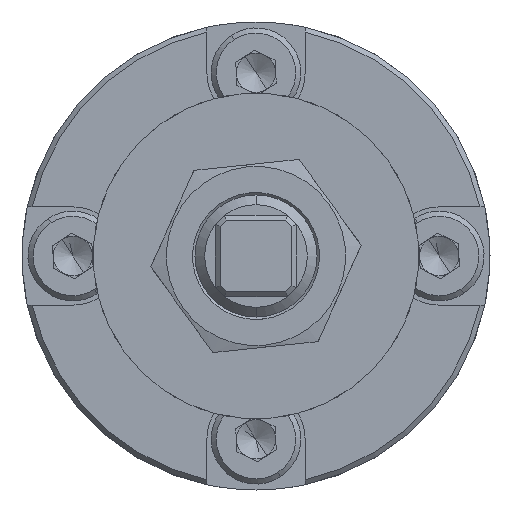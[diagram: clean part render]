
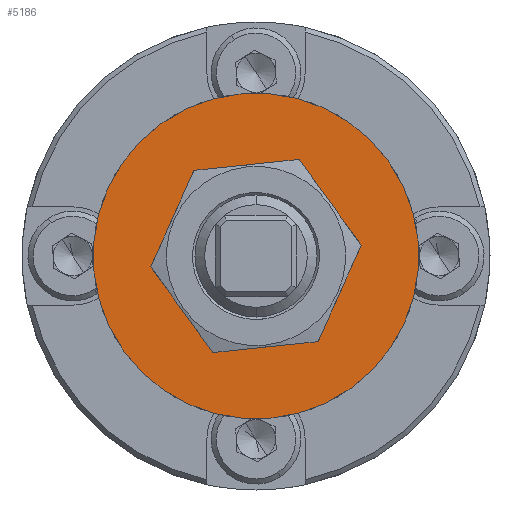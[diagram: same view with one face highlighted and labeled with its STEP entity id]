
A CAD part, front view. The second image highlights one B-rep face of the part: STEP entity #5186.
In plain terms, the highlighted face is planar.
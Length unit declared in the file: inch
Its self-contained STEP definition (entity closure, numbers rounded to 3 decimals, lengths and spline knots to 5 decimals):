
#29 = CIRCLE ( 'NONE', #6021, 0.203 ) ;
#269 = AXIS2_PLACEMENT_3D ( 'NONE', #3295, #6200, #2846 ) ;
#294 = VERTEX_POINT ( 'NONE', #4172 ) ;
#324 = CIRCLE ( 'NONE', #373, 0.203 ) ;
#373 = AXIS2_PLACEMENT_3D ( 'NONE', #1175, #4521, #1652 ) ;
#586 = AXIS2_PLACEMENT_3D ( 'NONE', #1178, #5509, #2627 ) ;
#859 = DIRECTION ( 'NONE',  ( 0., 0., 1. ) ) ;
#1079 = EDGE_CURVE ( 'NONE', #4741, #294, #29, .T. ) ;
#1175 = CARTESIAN_POINT ( 'NONE',  ( 0., 0., 0. ) ) ;
#1178 = CARTESIAN_POINT ( 'NONE',  ( 0., 0.203, 0. ) ) ;
#1197 = EDGE_LOOP ( 'NONE', ( #4598, #3744 ) ) ;
#1406 = EDGE_CURVE ( 'NONE', #5274, #4135, #2676, .T. ) ;
#1652 = DIRECTION ( 'NONE',  ( 0., 0., 1. ) ) ;
#2059 = CIRCLE ( 'NONE', #4205, 0.5 ) ;
#2182 = ORIENTED_EDGE ( 'NONE', *, *, #1079, .T. ) ;
#2476 = CARTESIAN_POINT ( 'NONE',  ( 0., 0., 0. ) ) ;
#2627 = DIRECTION ( 'NONE',  ( 0., 0., 1. ) ) ;
#2676 = CIRCLE ( 'NONE', #269, 0.5 ) ;
#2691 = CARTESIAN_POINT ( 'NONE',  ( 0., 0., 0.5 ) ) ;
#2846 = DIRECTION ( 'NONE',  ( 0., 0., 1. ) ) ;
#2942 = DIRECTION ( 'NONE',  ( 0., 0., 1. ) ) ;
#2962 = FACE_OUTER_BOUND ( 'NONE', #1197, .T. ) ;
#3295 = CARTESIAN_POINT ( 'NONE',  ( 0., 0., 0. ) ) ;
#3311 = EDGE_LOOP ( 'NONE', ( #2182, #6245 ) ) ;
#3365 = CARTESIAN_POINT ( 'NONE',  ( 0., 0., 0.203 ) ) ;
#3744 = ORIENTED_EDGE ( 'NONE', *, *, #6035, .F. ) ;
#4036 = PLANE ( 'NONE',  #586 ) ;
#4135 = VERTEX_POINT ( 'NONE', #4400 ) ;
#4172 = CARTESIAN_POINT ( 'NONE',  ( 0., 0., -0.203 ) ) ;
#4205 = AXIS2_PLACEMENT_3D ( 'NONE', #2476, #5855, #2942 ) ;
#4221 = DIRECTION ( 'NONE',  ( -1., 0., 0. ) ) ;
#4240 = FACE_BOUND ( 'NONE', #3311, .T. ) ;
#4400 = CARTESIAN_POINT ( 'NONE',  ( 0., 0., -0.5 ) ) ;
#4521 = DIRECTION ( 'NONE',  ( -1., 0., 0. ) ) ;
#4598 = ORIENTED_EDGE ( 'NONE', *, *, #1406, .F. ) ;
#4711 = CARTESIAN_POINT ( 'NONE',  ( 0., 0., 0. ) ) ;
#4741 = VERTEX_POINT ( 'NONE', #3365 ) ;
#4907 = EDGE_CURVE ( 'NONE', #294, #4741, #324, .T. ) ;
#5186 = ADVANCED_FACE ( 'NONE', ( #2962, #4240 ), #4036, .F. ) ;
#5274 = VERTEX_POINT ( 'NONE', #2691 ) ;
#5509 = DIRECTION ( 'NONE',  ( -1., 0., 0. ) ) ;
#5855 = DIRECTION ( 'NONE',  ( -1., 0., 0. ) ) ;
#6021 = AXIS2_PLACEMENT_3D ( 'NONE', #4711, #4221, #859 ) ;
#6035 = EDGE_CURVE ( 'NONE', #4135, #5274, #2059, .T. ) ;
#6200 = DIRECTION ( 'NONE',  ( -1., 0., 0. ) ) ;
#6245 = ORIENTED_EDGE ( 'NONE', *, *, #4907, .T. ) ;
